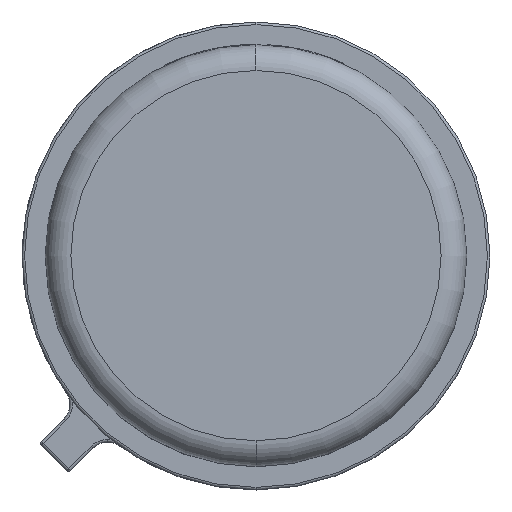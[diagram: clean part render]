
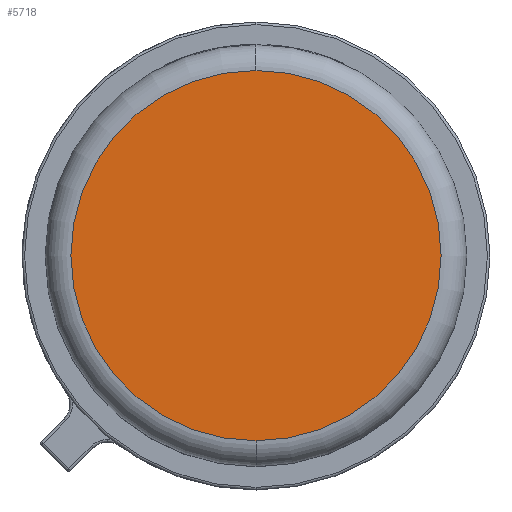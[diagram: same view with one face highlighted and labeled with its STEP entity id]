
A CAD part, top view. The second image highlights one B-rep face of the part: STEP entity #5718.
In plain terms, the highlighted planar face has unit normal (0, 0, 1).
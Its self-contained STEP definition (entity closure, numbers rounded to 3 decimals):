
#196 = DIRECTION ( 'NONE',  ( 0., 0., 1. ) ) ;
#500 = EDGE_CURVE ( 'NONE', #8271, #7499, #7792, .T. ) ;
#688 = EDGE_CURVE ( 'NONE', #7499, #8271, #13784, .T. ) ;
#798 = DIRECTION ( 'NONE',  ( 0., 1., 0. ) ) ;
#965 = CARTESIAN_POINT ( 'NONE',  ( 0., 0., 0. ) ) ;
#2291 = ORIENTED_EDGE ( 'NONE', *, *, #688, .T. ) ;
#2435 = AXIS2_PLACEMENT_3D ( 'NONE', #12526, #196, #12397 ) ;
#4185 = DIRECTION ( 'NONE',  ( 0., 0., 1. ) ) ;
#4793 = ORIENTED_EDGE ( 'NONE', *, *, #500, .T. ) ;
#5718 = ADVANCED_FACE ( 'NONE', ( #14019 ), #10744, .T. ) ;
#6133 = AXIS2_PLACEMENT_3D ( 'NONE', #965, #4185, #7473 ) ;
#7112 = AXIS2_PLACEMENT_3D ( 'NONE', #14074, #10724, #798 ) ;
#7473 = DIRECTION ( 'NONE',  ( 0., 1., 0. ) ) ;
#7499 = VERTEX_POINT ( 'NONE', #9786 ) ;
#7792 = CIRCLE ( 'NONE', #7112, 3.6 ) ;
#8271 = VERTEX_POINT ( 'NONE', #9013 ) ;
#9013 = CARTESIAN_POINT ( 'NONE',  ( 0., -3.6, 0. ) ) ;
#9786 = CARTESIAN_POINT ( 'NONE',  ( 0., 3.6, 0. ) ) ;
#10724 = DIRECTION ( 'NONE',  ( 0., 0., 1. ) ) ;
#10744 = PLANE ( 'NONE',  #6133 ) ;
#12397 = DIRECTION ( 'NONE',  ( 0., 1., 0. ) ) ;
#12526 = CARTESIAN_POINT ( 'NONE',  ( 0., 0., 0. ) ) ;
#13784 = CIRCLE ( 'NONE', #2435, 3.6 ) ;
#13954 = EDGE_LOOP ( 'NONE', ( #2291, #4793 ) ) ;
#14019 = FACE_OUTER_BOUND ( 'NONE', #13954, .T. ) ;
#14074 = CARTESIAN_POINT ( 'NONE',  ( 0., 0., 0. ) ) ;
